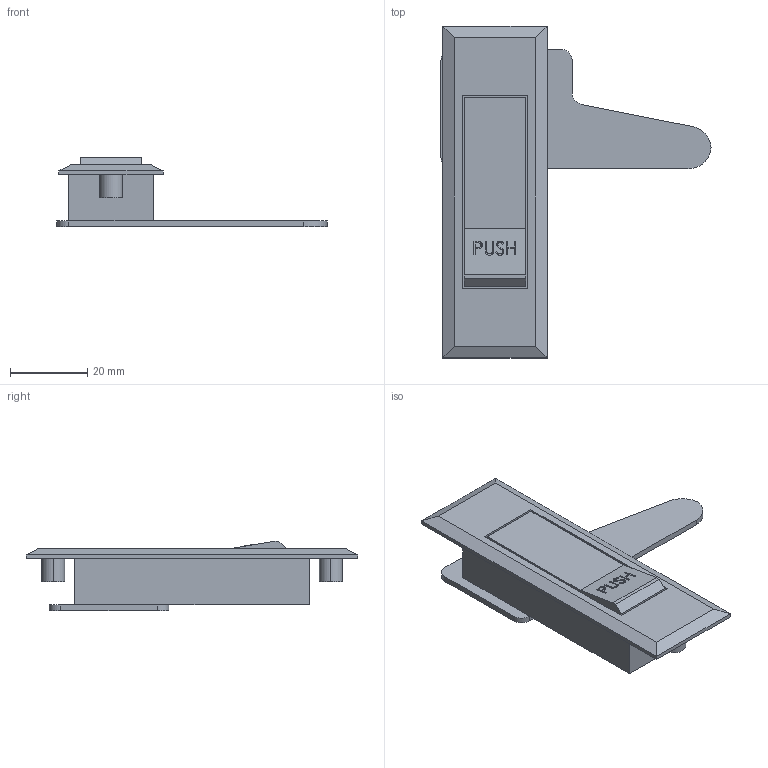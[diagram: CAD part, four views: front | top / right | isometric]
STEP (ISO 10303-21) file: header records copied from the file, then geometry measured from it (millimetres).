
FILE_DESCRIPTION (( 'STEP AP214' ), '1' );
FILE_NAME ('20210824-萇眊坶.STEP', '2021-08-24T12:33:38', ( 'Admin' ), ( '' ), 'SwSTEP 2.0', 'SolidWorks 2016', '' );
FILE_SCHEMA (( 'AUTOMOTIVE_DESIGN' ));
Length unit declared in the file: millimetre
Products named in the file (1): 20210824-萇眊坶
Bounding box: 69.98 x 86 x 18 mm (x, y, z)
Volume: 24155.9 mm3; surface area: 9737 mm2
Topology: 1 solids, 1 shells, 114 faces, 293 edges, 193 vertices
Faces by surface type: plane 72, bspline 28, cylinder 14
Entity records: 4796 total; most frequent: CARTESIAN_POINT 2084, ORIENTED_EDGE 586, DIRECTION 439, EDGE_CURVE 293, VECTOR 209, LINE 209, VERTEX_POINT 193, EDGE_LOOP 126
